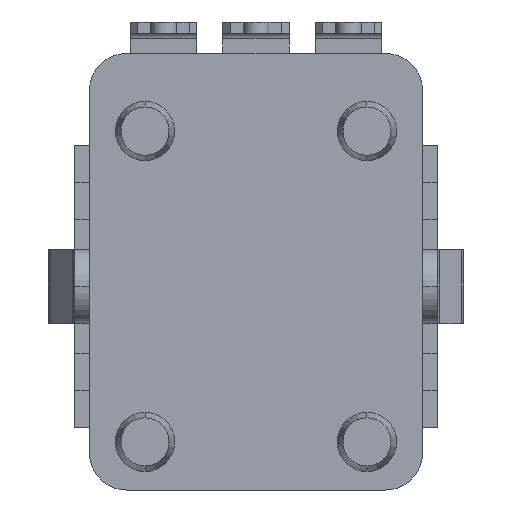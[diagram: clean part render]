
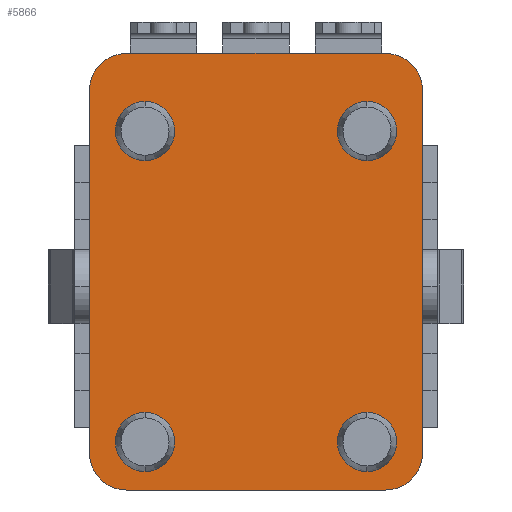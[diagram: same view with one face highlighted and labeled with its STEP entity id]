
A CAD part, front view. The second image highlights one B-rep face of the part: STEP entity #5866.
In plain terms, the highlighted planar face has unit normal (0, -1, 0).
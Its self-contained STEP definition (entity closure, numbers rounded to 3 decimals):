
#8 = CARTESIAN_POINT ( 'NONE',  ( 3., 2., -4.2 ) ) ;
#122 = ORIENTED_EDGE ( 'NONE', *, *, #5469, .T. ) ;
#231 = LINE ( 'NONE', #1258, #1813 ) ;
#235 = ORIENTED_EDGE ( 'NONE', *, *, #1120, .T. ) ;
#329 = DIRECTION ( 'NONE',  ( 0., -1., 0. ) ) ;
#344 = CARTESIAN_POINT ( 'NONE',  ( 3., 2., -3.4 ) ) ;
#350 = DIRECTION ( 'NONE',  ( 0., 0., -1. ) ) ;
#386 = ORIENTED_EDGE ( 'NONE', *, *, #4846, .T. ) ;
#491 = VERTEX_POINT ( 'NONE', #3354 ) ;
#495 = EDGE_CURVE ( 'NONE', #2310, #4358, #6170, .T. ) ;
#550 = CARTESIAN_POINT ( 'NONE',  ( -4.5, 2., 5.3 ) ) ;
#629 = DIRECTION ( 'NONE',  ( 0., 0., 1. ) ) ;
#634 = VERTEX_POINT ( 'NONE', #344 ) ;
#652 = VERTEX_POINT ( 'NONE', #2832 ) ;
#745 = ORIENTED_EDGE ( 'NONE', *, *, #4289, .F. ) ;
#771 = AXIS2_PLACEMENT_3D ( 'NONE', #8, #4526, #2000 ) ;
#776 = DIRECTION ( 'NONE',  ( 0., 0., -1. ) ) ;
#817 = CARTESIAN_POINT ( 'NONE',  ( 0., 2., 0. ) ) ;
#821 = CARTESIAN_POINT ( 'NONE',  ( 3., 2., 4.2 ) ) ;
#852 = FACE_BOUND ( 'NONE', #2052, .T. ) ;
#853 = AXIS2_PLACEMENT_3D ( 'NONE', #5763, #1207, #3223 ) ;
#925 = DIRECTION ( 'NONE',  ( -1., 0., 0. ) ) ;
#1055 = CARTESIAN_POINT ( 'NONE',  ( 3., 2., 5. ) ) ;
#1120 = EDGE_CURVE ( 'NONE', #652, #4976, #4467, .T. ) ;
#1123 = EDGE_LOOP ( 'NONE', ( #5604, #235, #122, #2426, #2516, #386, #2801, #1989 ) ) ;
#1207 = DIRECTION ( 'NONE',  ( 0., -1., 0. ) ) ;
#1215 = CIRCLE ( 'NONE', #5358, 1. ) ;
#1237 = DIRECTION ( 'NONE',  ( 0., 0., -1. ) ) ;
#1258 = CARTESIAN_POINT ( 'NONE',  ( 4.5, 2., -5.5 ) ) ;
#1346 = DIRECTION ( 'NONE',  ( 0., -1., 0. ) ) ;
#1436 = EDGE_CURVE ( 'NONE', #2371, #2351, #4368, .T. ) ;
#1456 = DIRECTION ( 'NONE',  ( 0., 0., -1. ) ) ;
#1586 = DIRECTION ( 'NONE',  ( 0., 0., -1. ) ) ;
#1609 = VECTOR ( 'NONE', #925, 1000. ) ;
#1649 = CARTESIAN_POINT ( 'NONE',  ( 3., 2., -5. ) ) ;
#1712 = LINE ( 'NONE', #3114, #5351 ) ;
#1734 = DIRECTION ( 'NONE',  ( 0., 0., -1. ) ) ;
#1776 = ORIENTED_EDGE ( 'NONE', *, *, #4270, .F. ) ;
#1813 = VECTOR ( 'NONE', #629, 1000. ) ;
#1874 = DIRECTION ( 'NONE',  ( 0., -1., 0. ) ) ;
#1885 = CARTESIAN_POINT ( 'NONE',  ( 3.5, 2., -4.5 ) ) ;
#1947 = ORIENTED_EDGE ( 'NONE', *, *, #1436, .F. ) ;
#1955 = VERTEX_POINT ( 'NONE', #2273 ) ;
#1978 = CARTESIAN_POINT ( 'NONE',  ( 4.5, 2., 5.3 ) ) ;
#1989 = ORIENTED_EDGE ( 'NONE', *, *, #2063, .T. ) ;
#2000 = DIRECTION ( 'NONE',  ( 0., 0., -1. ) ) ;
#2014 = PLANE ( 'NONE',  #5960 ) ;
#2052 = EDGE_LOOP ( 'NONE', ( #4747, #2485 ) ) ;
#2063 = EDGE_CURVE ( 'NONE', #6174, #6392, #4220, .T. ) ;
#2080 = VERTEX_POINT ( 'NONE', #2364 ) ;
#2197 = CARTESIAN_POINT ( 'NONE',  ( 3.5, 2., 6.3 ) ) ;
#2273 = CARTESIAN_POINT ( 'NONE',  ( 3.5, 2., -5.5 ) ) ;
#2310 = VERTEX_POINT ( 'NONE', #5360 ) ;
#2351 = VERTEX_POINT ( 'NONE', #4443 ) ;
#2360 = EDGE_CURVE ( 'NONE', #491, #4723, #2873, .T. ) ;
#2364 = CARTESIAN_POINT ( 'NONE',  ( 4.5, 2., -4.5 ) ) ;
#2371 = VERTEX_POINT ( 'NONE', #4934 ) ;
#2385 = FACE_BOUND ( 'NONE', #5749, .T. ) ;
#2426 = ORIENTED_EDGE ( 'NONE', *, *, #5281, .T. ) ;
#2451 = AXIS2_PLACEMENT_3D ( 'NONE', #4834, #1874, #4421 ) ;
#2453 = ORIENTED_EDGE ( 'NONE', *, *, #5478, .F. ) ;
#2472 = CARTESIAN_POINT ( 'NONE',  ( -3.5, 2., -4.5 ) ) ;
#2485 = ORIENTED_EDGE ( 'NONE', *, *, #495, .F. ) ;
#2516 = ORIENTED_EDGE ( 'NONE', *, *, #4607, .T. ) ;
#2680 = EDGE_LOOP ( 'NONE', ( #2453, #1947 ) ) ;
#2689 = DIRECTION ( 'NONE',  ( 1., 0., 0. ) ) ;
#2786 = DIRECTION ( 'NONE',  ( 0., 0., -1. ) ) ;
#2801 = ORIENTED_EDGE ( 'NONE', *, *, #3271, .T. ) ;
#2821 = CARTESIAN_POINT ( 'NONE',  ( 3.5, 2., 5.3 ) ) ;
#2827 = CARTESIAN_POINT ( 'NONE',  ( -3., 2., -4.2 ) ) ;
#2832 = CARTESIAN_POINT ( 'NONE',  ( -3.5, 2., 6.3 ) ) ;
#2850 = DIRECTION ( 'NONE',  ( 0., -1., 0. ) ) ;
#2871 = AXIS2_PLACEMENT_3D ( 'NONE', #4831, #4348, #1237 ) ;
#2873 = CIRCLE ( 'NONE', #3196, 0.8 ) ;
#2969 = CIRCLE ( 'NONE', #853, 0.8 ) ;
#3114 = CARTESIAN_POINT ( 'NONE',  ( -4.5, 2., -5.5 ) ) ;
#3196 = AXIS2_PLACEMENT_3D ( 'NONE', #821, #5423, #2786 ) ;
#3207 = AXIS2_PLACEMENT_3D ( 'NONE', #2827, #4868, #776 ) ;
#3223 = DIRECTION ( 'NONE',  ( 0., 0., -1. ) ) ;
#3244 = CARTESIAN_POINT ( 'NONE',  ( 3., 2., -4.2 ) ) ;
#3271 = EDGE_CURVE ( 'NONE', #2080, #6174, #231, .T. ) ;
#3299 = CIRCLE ( 'NONE', #2871, 0.8 ) ;
#3318 = AXIS2_PLACEMENT_3D ( 'NONE', #2472, #4494, #6542 ) ;
#3340 = CARTESIAN_POINT ( 'NONE',  ( -4.5, 2., -4.5 ) ) ;
#3354 = CARTESIAN_POINT ( 'NONE',  ( 3., 2., 3.4 ) ) ;
#3427 = CARTESIAN_POINT ( 'NONE',  ( -3., 2., -4.2 ) ) ;
#3498 = AXIS2_PLACEMENT_3D ( 'NONE', #3427, #2850, #1456 ) ;
#3582 = DIRECTION ( 'NONE',  ( 0., 0., -1. ) ) ;
#3703 = VERTEX_POINT ( 'NONE', #1649 ) ;
#3735 = AXIS2_PLACEMENT_3D ( 'NONE', #4047, #4669, #3582 ) ;
#3888 = FACE_BOUND ( 'NONE', #2680, .T. ) ;
#3988 = CARTESIAN_POINT ( 'NONE',  ( -4.5, 2., 6.3 ) ) ;
#4047 = CARTESIAN_POINT ( 'NONE',  ( -3., 2., 4.2 ) ) ;
#4191 = ORIENTED_EDGE ( 'NONE', *, *, #2360, .F. ) ;
#4220 = CIRCLE ( 'NONE', #4641, 1. ) ;
#4258 = VECTOR ( 'NONE', #1734, 1000. ) ;
#4270 = EDGE_CURVE ( 'NONE', #634, #3703, #5453, .T. ) ;
#4289 = EDGE_CURVE ( 'NONE', #3703, #634, #4596, .T. ) ;
#4348 = DIRECTION ( 'NONE',  ( 0., -1., 0. ) ) ;
#4358 = VERTEX_POINT ( 'NONE', #5812 ) ;
#4368 = CIRCLE ( 'NONE', #3735, 0.8 ) ;
#4420 = VERTEX_POINT ( 'NONE', #3340 ) ;
#4421 = DIRECTION ( 'NONE',  ( 0., 0., -1. ) ) ;
#4443 = CARTESIAN_POINT ( 'NONE',  ( -3., 2., 5. ) ) ;
#4467 = CIRCLE ( 'NONE', #2451, 1. ) ;
#4494 = DIRECTION ( 'NONE',  ( 0., -1., 0. ) ) ;
#4517 = EDGE_CURVE ( 'NONE', #6392, #652, #6119, .T. ) ;
#4526 = DIRECTION ( 'NONE',  ( 0., -1., 0. ) ) ;
#4539 = DIRECTION ( 'NONE',  ( 0., -1., 0. ) ) ;
#4596 = CIRCLE ( 'NONE', #771, 0.8 ) ;
#4607 = EDGE_CURVE ( 'NONE', #5521, #1955, #1712, .T. ) ;
#4641 = AXIS2_PLACEMENT_3D ( 'NONE', #2821, #329, #5850 ) ;
#4669 = DIRECTION ( 'NONE',  ( 0., -1., 0. ) ) ;
#4723 = VERTEX_POINT ( 'NONE', #1055 ) ;
#4747 = ORIENTED_EDGE ( 'NONE', *, *, #6067, .F. ) ;
#4816 = EDGE_LOOP ( 'NONE', ( #1776, #745 ) ) ;
#4831 = CARTESIAN_POINT ( 'NONE',  ( -3., 2., 4.2 ) ) ;
#4834 = CARTESIAN_POINT ( 'NONE',  ( -3.5, 2., 5.3 ) ) ;
#4846 = EDGE_CURVE ( 'NONE', #1955, #2080, #1215, .T. ) ;
#4868 = DIRECTION ( 'NONE',  ( 0., -1., 0. ) ) ;
#4934 = CARTESIAN_POINT ( 'NONE',  ( -3., 2., 3.4 ) ) ;
#4976 = VERTEX_POINT ( 'NONE', #550 ) ;
#5102 = DIRECTION ( 'NONE',  ( 0., -1., 0. ) ) ;
#5281 = EDGE_CURVE ( 'NONE', #4420, #5521, #5466, .T. ) ;
#5351 = VECTOR ( 'NONE', #2689, 1000. ) ;
#5358 = AXIS2_PLACEMENT_3D ( 'NONE', #1885, #4539, #5543 ) ;
#5360 = CARTESIAN_POINT ( 'NONE',  ( -3., 2., -5. ) ) ;
#5423 = DIRECTION ( 'NONE',  ( 0., -1., 0. ) ) ;
#5453 = CIRCLE ( 'NONE', #6418, 0.8 ) ;
#5466 = CIRCLE ( 'NONE', #3318, 1. ) ;
#5469 = EDGE_CURVE ( 'NONE', #4976, #4420, #6261, .T. ) ;
#5478 = EDGE_CURVE ( 'NONE', #2351, #2371, #3299, .T. ) ;
#5521 = VERTEX_POINT ( 'NONE', #5881 ) ;
#5543 = DIRECTION ( 'NONE',  ( 0., 0., -1. ) ) ;
#5604 = ORIENTED_EDGE ( 'NONE', *, *, #4517, .T. ) ;
#5749 = EDGE_LOOP ( 'NONE', ( #6532, #4191 ) ) ;
#5763 = CARTESIAN_POINT ( 'NONE',  ( 3., 2., 4.2 ) ) ;
#5812 = CARTESIAN_POINT ( 'NONE',  ( -3., 2., -3.4 ) ) ;
#5850 = DIRECTION ( 'NONE',  ( 0., 0., -1. ) ) ;
#5863 = CIRCLE ( 'NONE', #3207, 0.8 ) ;
#5866 = ADVANCED_FACE ( 'NONE', ( #852, #6584, #2385, #3888, #5906 ), #2014, .T. ) ;
#5881 = CARTESIAN_POINT ( 'NONE',  ( -3.5, 2., -5.5 ) ) ;
#5906 = FACE_OUTER_BOUND ( 'NONE', #1123, .T. ) ;
#5960 = AXIS2_PLACEMENT_3D ( 'NONE', #817, #1346, #350 ) ;
#6067 = EDGE_CURVE ( 'NONE', #4358, #2310, #5863, .T. ) ;
#6119 = LINE ( 'NONE', #3988, #1609 ) ;
#6170 = CIRCLE ( 'NONE', #3498, 0.8 ) ;
#6174 = VERTEX_POINT ( 'NONE', #1978 ) ;
#6261 = LINE ( 'NONE', #6300, #4258 ) ;
#6300 = CARTESIAN_POINT ( 'NONE',  ( -4.5, 2., -5.5 ) ) ;
#6392 = VERTEX_POINT ( 'NONE', #2197 ) ;
#6418 = AXIS2_PLACEMENT_3D ( 'NONE', #3244, #5102, #1586 ) ;
#6446 = EDGE_CURVE ( 'NONE', #4723, #491, #2969, .T. ) ;
#6532 = ORIENTED_EDGE ( 'NONE', *, *, #6446, .F. ) ;
#6542 = DIRECTION ( 'NONE',  ( 0., 0., -1. ) ) ;
#6584 = FACE_BOUND ( 'NONE', #4816, .T. ) ;
